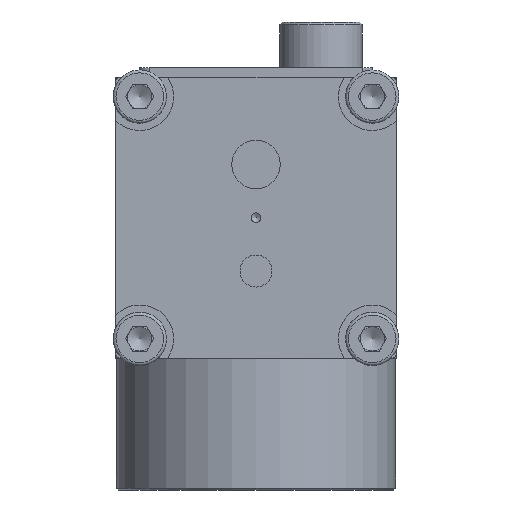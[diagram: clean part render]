
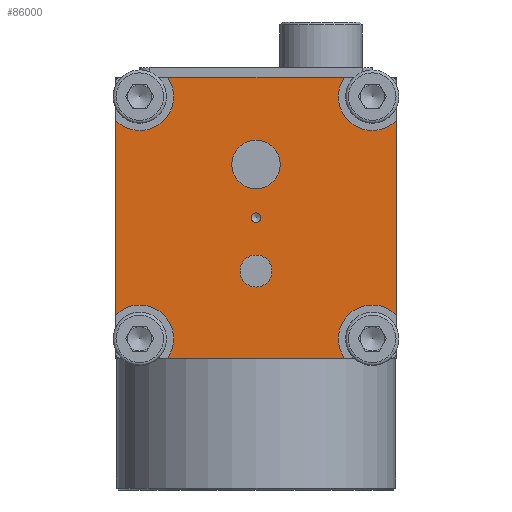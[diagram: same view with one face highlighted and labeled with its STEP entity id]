
A CAD part, front view. The second image highlights one B-rep face of the part: STEP entity #86000.
In plain terms, the highlighted planar face has unit normal (0, -1, 0).
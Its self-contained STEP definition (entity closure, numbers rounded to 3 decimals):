
#1703 = DIRECTION ( 'NONE',  ( 0., -1., 0. ) ) ;
#2177 = DIRECTION ( 'NONE',  ( 0., 1., 0. ) ) ;
#4922 = VERTEX_POINT ( 'NONE', #38365 ) ;
#5025 = VECTOR ( 'NONE', #96723, 1000. ) ;
#5777 = VERTEX_POINT ( 'NONE', #43432 ) ;
#8468 = VERTEX_POINT ( 'NONE', #59451 ) ;
#9672 = PLANE ( 'NONE',  #27328 ) ;
#10706 = CARTESIAN_POINT ( 'NONE',  ( 9.128, -20.85, 42.6 ) ) ;
#11863 = ORIENTED_EDGE ( 'NONE', *, *, #44768, .F. ) ;
#12594 = CIRCLE ( 'NONE', #56593, 3.5 ) ;
#14340 = EDGE_LOOP ( 'NONE', ( #71078 ) ) ;
#14638 = FACE_BOUND ( 'NONE', #14340, .T. ) ;
#17143 = ORIENTED_EDGE ( 'NONE', *, *, #43297, .T. ) ;
#17314 = DIRECTION ( 'NONE',  ( 0., -1., 0. ) ) ;
#17899 = CARTESIAN_POINT ( 'NONE',  ( 14.5, -20.85, 18.049 ) ) ;
#18057 = DIRECTION ( 'NONE',  ( 0., -1., 0. ) ) ;
#19171 = EDGE_LOOP ( 'NONE', ( #97732, #46560, #40418, #35479, #84114, #21186, #17143, #23534 ) ) ;
#19310 = LINE ( 'NONE', #71616, #60784 ) ;
#20440 = CARTESIAN_POINT ( 'NONE',  ( -14.5, -20.85, 14.1 ) ) ;
#21186 = ORIENTED_EDGE ( 'NONE', *, *, #79629, .F. ) ;
#23459 = LINE ( 'NONE', #65507, #83317 ) ;
#23534 = ORIENTED_EDGE ( 'NONE', *, *, #96507, .F. ) ;
#24868 = DIRECTION ( 'NONE',  ( 0., 0., 1. ) ) ;
#27328 = AXIS2_PLACEMENT_3D ( 'NONE', #48876, #2177, #56700 ) ;
#28753 = CIRCLE ( 'NONE', #75320, 3.5 ) ;
#29528 = DIRECTION ( 'NONE',  ( 0., -1., 0. ) ) ;
#30160 = EDGE_CURVE ( 'NONE', #54941, #54941, #88442, .T. ) ;
#30210 = VERTEX_POINT ( 'NONE', #84471 ) ;
#32098 = CARTESIAN_POINT ( 'NONE',  ( 12., -20.85, 15.6 ) ) ;
#32853 = VERTEX_POINT ( 'NONE', #45330 ) ;
#33985 = CARTESIAN_POINT ( 'NONE',  ( 14., -20.85, 13.6 ) ) ;
#34259 = VERTEX_POINT ( 'NONE', #61294 ) ;
#35479 = ORIENTED_EDGE ( 'NONE', *, *, #64815, .F. ) ;
#37374 = CARTESIAN_POINT ( 'NONE',  ( 0., -20.85, 28.1 ) ) ;
#37821 = VECTOR ( 'NONE', #83550, 1000. ) ;
#38365 = CARTESIAN_POINT ( 'NONE',  ( 0., -20.85, 24.25 ) ) ;
#38519 = VERTEX_POINT ( 'NONE', #17899 ) ;
#39895 = DIRECTION ( 'NONE',  ( 0., 0., 1. ) ) ;
#39982 = CIRCLE ( 'NONE', #82069, 3.5 ) ;
#40225 = LINE ( 'NONE', #20440, #37821 ) ;
#40418 = ORIENTED_EDGE ( 'NONE', *, *, #81590, .T. ) ;
#41568 = DIRECTION ( 'NONE',  ( 0., -1., 0. ) ) ;
#43297 = EDGE_CURVE ( 'NONE', #83298, #5777, #23459, .T. ) ;
#43432 = CARTESIAN_POINT ( 'NONE',  ( -9.128, -20.85, 42.6 ) ) ;
#44768 = EDGE_CURVE ( 'NONE', #65959, #65959, #76235, .T. ) ;
#45204 = DIRECTION ( 'NONE',  ( 0., 0., 1. ) ) ;
#45330 = CARTESIAN_POINT ( 'NONE',  ( -14.5, -20.85, 18.049 ) ) ;
#46424 = LINE ( 'NONE', #33985, #5025 ) ;
#46560 = ORIENTED_EDGE ( 'NONE', *, *, #87869, .F. ) ;
#48381 = CARTESIAN_POINT ( 'NONE',  ( -12., -20.85, 40.6 ) ) ;
#48876 = CARTESIAN_POINT ( 'NONE',  ( -14., -20.85, 14.1 ) ) ;
#49471 = EDGE_CURVE ( 'NONE', #38519, #93890, #19310, .T. ) ;
#51022 = CARTESIAN_POINT ( 'NONE',  ( 0., -20.85, 28.6 ) ) ;
#53649 = FACE_OUTER_BOUND ( 'NONE', #19171, .T. ) ;
#54941 = VERTEX_POINT ( 'NONE', #51022 ) ;
#56224 = DIRECTION ( 'NONE',  ( 0., 0., 1. ) ) ;
#56358 = ORIENTED_EDGE ( 'NONE', *, *, #69903, .F. ) ;
#56593 = AXIS2_PLACEMENT_3D ( 'NONE', #76270, #29528, #84107 ) ;
#56700 = DIRECTION ( 'NONE',  ( 0., 0., -1. ) ) ;
#59451 = CARTESIAN_POINT ( 'NONE',  ( -14.5, -20.85, 38.151 ) ) ;
#60626 = AXIS2_PLACEMENT_3D ( 'NONE', #37374, #91991, #45204 ) ;
#60784 = VECTOR ( 'NONE', #24868, 1000. ) ;
#61294 = CARTESIAN_POINT ( 'NONE',  ( -9.128, -20.85, 13.6 ) ) ;
#64005 = CARTESIAN_POINT ( 'NONE',  ( 0., -20.85, 22.6 ) ) ;
#64770 = CARTESIAN_POINT ( 'NONE',  ( -12., -20.85, 15.6 ) ) ;
#64815 = EDGE_CURVE ( 'NONE', #38519, #30210, #39982, .T. ) ;
#65507 = CARTESIAN_POINT ( 'NONE',  ( 14., -20.85, 42.6 ) ) ;
#65959 = VERTEX_POINT ( 'NONE', #76286 ) ;
#67056 = CIRCLE ( 'NONE', #92054, 3.5 ) ;
#69903 = EDGE_CURVE ( 'NONE', #4922, #4922, #70193, .T. ) ;
#70193 = CIRCLE ( 'NONE', #79040, 1.65 ) ;
#71078 = ORIENTED_EDGE ( 'NONE', *, *, #30160, .F. ) ;
#71616 = CARTESIAN_POINT ( 'NONE',  ( 14.5, -20.85, 14.1 ) ) ;
#71886 = DIRECTION ( 'NONE',  ( 0., 0., 1. ) ) ;
#72638 = DIRECTION ( 'NONE',  ( 0., 0., 1. ) ) ;
#73383 = DIRECTION ( 'NONE',  ( -1., 0., 0. ) ) ;
#74459 = FACE_BOUND ( 'NONE', #96020, .T. ) ;
#75229 = AXIS2_PLACEMENT_3D ( 'NONE', #88383, #41568, #96151 ) ;
#75320 = AXIS2_PLACEMENT_3D ( 'NONE', #64770, #18057, #72638 ) ;
#76235 = CIRCLE ( 'NONE', #75229, 2.5 ) ;
#76270 = CARTESIAN_POINT ( 'NONE',  ( 12., -20.85, 40.6 ) ) ;
#76286 = CARTESIAN_POINT ( 'NONE',  ( 0., -20.85, 36.1 ) ) ;
#79040 = AXIS2_PLACEMENT_3D ( 'NONE', #64005, #17314, #71886 ) ;
#79629 = EDGE_CURVE ( 'NONE', #83298, #93890, #12594, .T. ) ;
#80720 = EDGE_CURVE ( 'NONE', #8468, #32853, #40225, .T. ) ;
#81590 = EDGE_CURVE ( 'NONE', #34259, #30210, #46424, .T. ) ;
#82069 = AXIS2_PLACEMENT_3D ( 'NONE', #32098, #86698, #39895 ) ;
#83298 = VERTEX_POINT ( 'NONE', #10706 ) ;
#83317 = VECTOR ( 'NONE', #73383, 1000. ) ;
#83550 = DIRECTION ( 'NONE',  ( 0., 0., -1. ) ) ;
#84107 = DIRECTION ( 'NONE',  ( 0., 0., 1. ) ) ;
#84114 = ORIENTED_EDGE ( 'NONE', *, *, #49471, .T. ) ;
#84471 = CARTESIAN_POINT ( 'NONE',  ( 9.128, -20.85, 13.6 ) ) ;
#84867 = EDGE_LOOP ( 'NONE', ( #11863 ) ) ;
#86000 = ADVANCED_FACE ( 'NONE', ( #14638, #95118, #74459, #53649 ), #9672, .F. ) ;
#86698 = DIRECTION ( 'NONE',  ( 0., -1., 0. ) ) ;
#87869 = EDGE_CURVE ( 'NONE', #34259, #32853, #28753, .T. ) ;
#88383 = CARTESIAN_POINT ( 'NONE',  ( 0., -20.85, 33.6 ) ) ;
#88442 = CIRCLE ( 'NONE', #60626, 0.5 ) ;
#91991 = DIRECTION ( 'NONE',  ( 0., -1., 0. ) ) ;
#92054 = AXIS2_PLACEMENT_3D ( 'NONE', #48381, #1703, #56224 ) ;
#92783 = CARTESIAN_POINT ( 'NONE',  ( 14.5, -20.85, 38.151 ) ) ;
#93890 = VERTEX_POINT ( 'NONE', #92783 ) ;
#95118 = FACE_BOUND ( 'NONE', #84867, .T. ) ;
#96020 = EDGE_LOOP ( 'NONE', ( #56358 ) ) ;
#96151 = DIRECTION ( 'NONE',  ( 0., 0., 1. ) ) ;
#96507 = EDGE_CURVE ( 'NONE', #8468, #5777, #67056, .T. ) ;
#96723 = DIRECTION ( 'NONE',  ( 1., 0., 0. ) ) ;
#97732 = ORIENTED_EDGE ( 'NONE', *, *, #80720, .T. ) ;
